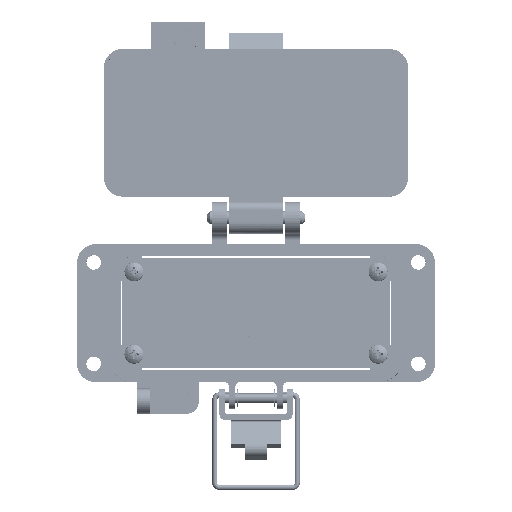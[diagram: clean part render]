
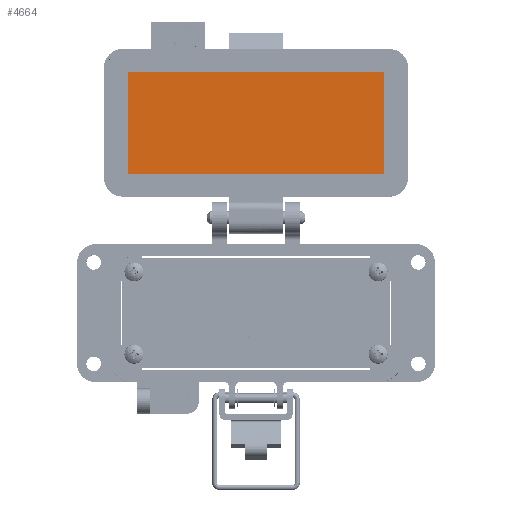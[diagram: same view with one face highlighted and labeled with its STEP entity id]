
A CAD part, top view. The second image highlights one B-rep face of the part: STEP entity #4664.
In plain terms, the highlighted planar face has unit normal (0, 0, 1).
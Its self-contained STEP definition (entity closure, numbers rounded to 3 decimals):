
#110 = AXIS2_PLACEMENT_3D ( 'NONE', #53437, #3862, #40690 ) ;
#3862 = DIRECTION ( 'NONE',  ( 0., 0., 1. ) ) ;
#4664 = ADVANCED_FACE ( 'NONE', ( #31178 ), #54026, .T. ) ;
#7365 = CARTESIAN_POINT ( 'NONE',  ( -40.25, 83.154, -25.55 ) ) ;
#9951 = VECTOR ( 'NONE', #41618, 1000. ) ;
#12578 = VECTOR ( 'NONE', #49968, 1000. ) ;
#13751 = CARTESIAN_POINT ( 'NONE',  ( 42., 51.154, -25.55 ) ) ;
#14624 = DIRECTION ( 'NONE',  ( 0., -1., 0. ) ) ;
#18208 = ORIENTED_EDGE ( 'NONE', *, *, #52711, .F. ) ;
#19989 = CARTESIAN_POINT ( 'NONE',  ( 40.25, 67.154, -25.55 ) ) ;
#20484 = EDGE_LOOP ( 'NONE', ( #54158, #18208, #30704, #53545 ) ) ;
#22666 = LINE ( 'NONE', #13751, #12578 ) ;
#23494 = CARTESIAN_POINT ( 'NONE',  ( -8.5, 83.154, -25.55 ) ) ;
#26531 = LINE ( 'NONE', #36645, #27759 ) ;
#27678 = EDGE_CURVE ( 'NONE', #29482, #31329, #50501, .T. ) ;
#27759 = VECTOR ( 'NONE', #44660, 1000. ) ;
#27777 = CARTESIAN_POINT ( 'NONE',  ( 40.25, 51.154, -25.55 ) ) ;
#28287 = LINE ( 'NONE', #19989, #40521 ) ;
#29482 = VERTEX_POINT ( 'NONE', #7365 ) ;
#30704 = ORIENTED_EDGE ( 'NONE', *, *, #52700, .F. ) ;
#31178 = FACE_OUTER_BOUND ( 'NONE', #20484, .T. ) ;
#31329 = VERTEX_POINT ( 'NONE', #48136 ) ;
#33041 = CARTESIAN_POINT ( 'NONE',  ( -40.25, 51.154, -25.55 ) ) ;
#36645 = CARTESIAN_POINT ( 'NONE',  ( -40.25, 67.154, -25.55 ) ) ;
#40521 = VECTOR ( 'NONE', #14624, 1000. ) ;
#40690 = DIRECTION ( 'NONE',  ( 0., -1., 0. ) ) ;
#41021 = EDGE_CURVE ( 'NONE', #31329, #52305, #28287, .T. ) ;
#41618 = DIRECTION ( 'NONE',  ( 1., 0., 0. ) ) ;
#42509 = VERTEX_POINT ( 'NONE', #33041 ) ;
#44660 = DIRECTION ( 'NONE',  ( 0., 1., 0. ) ) ;
#48136 = CARTESIAN_POINT ( 'NONE',  ( 40.25, 83.154, -25.55 ) ) ;
#49968 = DIRECTION ( 'NONE',  ( -1., 0., 0. ) ) ;
#50501 = LINE ( 'NONE', #23494, #9951 ) ;
#52305 = VERTEX_POINT ( 'NONE', #27777 ) ;
#52700 = EDGE_CURVE ( 'NONE', #52305, #42509, #22666, .T. ) ;
#52711 = EDGE_CURVE ( 'NONE', #42509, #29482, #26531, .T. ) ;
#53437 = CARTESIAN_POINT ( 'NONE',  ( -8.5, 67.154, -25.55 ) ) ;
#53545 = ORIENTED_EDGE ( 'NONE', *, *, #41021, .F. ) ;
#54026 = PLANE ( 'NONE',  #110 ) ;
#54158 = ORIENTED_EDGE ( 'NONE', *, *, #27678, .F. ) ;
